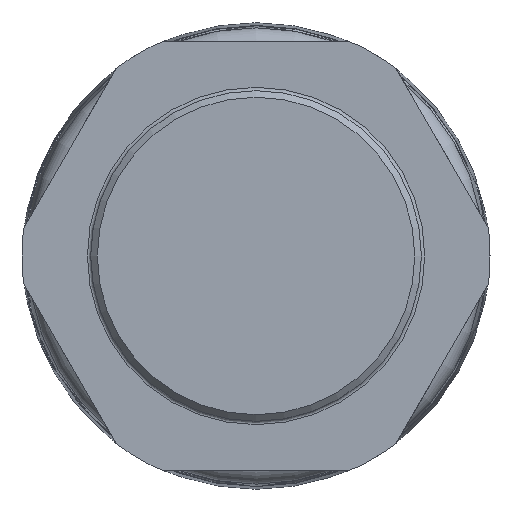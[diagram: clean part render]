
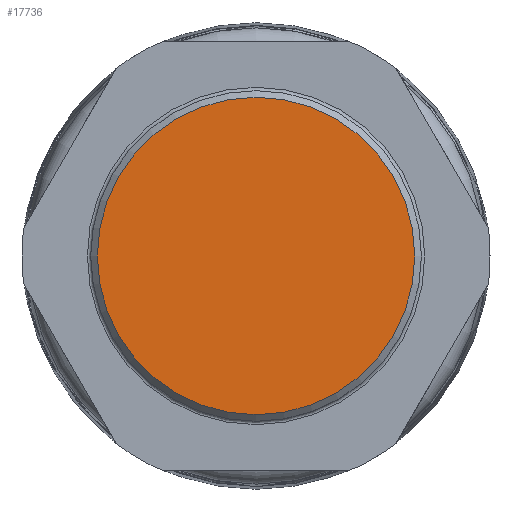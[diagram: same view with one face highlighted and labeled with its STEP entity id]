
A CAD part, left-side view. The second image highlights one B-rep face of the part: STEP entity #17736.
In plain terms, the highlighted planar face has unit normal (-1, 0, 0).
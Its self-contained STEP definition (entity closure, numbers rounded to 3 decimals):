
#1261=CIRCLE('',#18939,24.);
#2442=FACE_OUTER_BOUND('',#3537,.T.);
#3537=EDGE_LOOP('',(#12627));
#7039=VERTEX_POINT('',#30309);
#9033=EDGE_CURVE('',#7039,#7039,#1261,.T.);
#12627=ORIENTED_EDGE('',*,*,#9033,.F.);
#16066=PLANE('',#18938);
#17736=ADVANCED_FACE('',(#2442),#16066,.T.);
#18938=AXIS2_PLACEMENT_3D('',#30308,#21822,#21823);
#18939=AXIS2_PLACEMENT_3D('',#30310,#21824,#21825);
#21822=DIRECTION('center_axis',(-1.,0.,0.));
#21823=DIRECTION('ref_axis',(0.,1.,0.));
#21824=DIRECTION('center_axis',(1.,0.,0.));
#21825=DIRECTION('ref_axis',(0.,-1.,0.));
#30308=CARTESIAN_POINT('Origin',(-88.55,0.,
-24.));
#30309=CARTESIAN_POINT('',(-88.55,0.,-24.));
#30310=CARTESIAN_POINT('Origin',(-88.55,0.,
0.));
